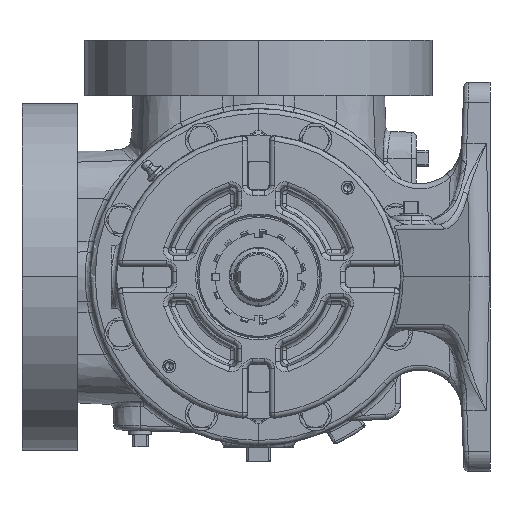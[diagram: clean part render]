
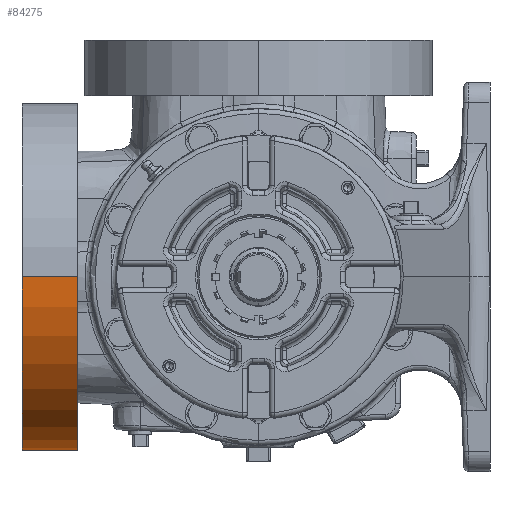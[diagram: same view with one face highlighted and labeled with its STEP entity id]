
A CAD part, left-side view. The second image highlights one B-rep face of the part: STEP entity #84275.
In plain terms, the highlighted cylindrical face has radius 104.775 mm (diameter 209.55 mm), a partial arc.
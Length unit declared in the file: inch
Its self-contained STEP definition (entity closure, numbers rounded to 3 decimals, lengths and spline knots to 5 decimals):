
#14396 = CIRCLE ( 'NONE', #78778, 4.125 ) ;
#17497 = ORIENTED_EDGE ( 'NONE', *, *, #233789, .T. ) ;
#38538 = VERTEX_POINT ( 'NONE', #66117 ) ;
#46964 = EDGE_CURVE ( 'NONE', #47831, #237763, #79220, .T. ) ;
#47831 = VERTEX_POINT ( 'NONE', #96750 ) ;
#54578 = DIRECTION ( 'NONE',  ( 0., -1., 0. ) ) ;
#61755 = ORIENTED_EDGE ( 'NONE', *, *, #201012, .F. ) ;
#62116 = LINE ( 'NONE', #63424, #256363 ) ;
#63424 = CARTESIAN_POINT ( 'NONE',  ( 6.905, 3.92342, 0. ) ) ;
#65395 = DIRECTION ( 'NONE',  ( 0., -1., 0. ) ) ;
#66117 = CARTESIAN_POINT ( 'NONE',  ( 6.905, 4.31, 0. ) ) ;
#72069 = DIRECTION ( 'NONE',  ( -1., 0., 0. ) ) ;
#75732 = ORIENTED_EDGE ( 'NONE', *, *, #249008, .T. ) ;
#77085 = CYLINDRICAL_SURFACE ( 'NONE', #217882, 4.125 ) ;
#78778 = AXIS2_PLACEMENT_3D ( 'NONE', #207727, #65395, #147390 ) ;
#79220 = LINE ( 'NONE', #118197, #154950 ) ;
#84275 = ADVANCED_FACE ( 'NONE', ( #261072 ), #77085, .T. ) ;
#87322 = DIRECTION ( 'NONE',  ( 0., -1., 0. ) ) ;
#96750 = CARTESIAN_POINT ( 'NONE',  ( -1.345, 5.62, 0. ) ) ;
#117845 = EDGE_LOOP ( 'NONE', ( #75732, #17497, #61755, #197073 ) ) ;
#118197 = CARTESIAN_POINT ( 'NONE',  ( -1.345, 3.92342, 0. ) ) ;
#120449 = AXIS2_PLACEMENT_3D ( 'NONE', #194244, #54578, #72069 ) ;
#136231 = CARTESIAN_POINT ( 'NONE',  ( 6.905, 5.62, 0. ) ) ;
#145457 = DIRECTION ( 'NONE',  ( 0., -1., 0. ) ) ;
#146187 = CIRCLE ( 'NONE', #120449, 4.125 ) ;
#147390 = DIRECTION ( 'NONE',  ( -1., 0., 0. ) ) ;
#154950 = VECTOR ( 'NONE', #239051, 39.37008 ) ;
#188054 = DIRECTION ( 'NONE',  ( -1., 0., 0. ) ) ;
#194244 = CARTESIAN_POINT ( 'NONE',  ( 2.78, 4.31, 0. ) ) ;
#197073 = ORIENTED_EDGE ( 'NONE', *, *, #46964, .F. ) ;
#199265 = CARTESIAN_POINT ( 'NONE',  ( -1.345, 4.31, 0. ) ) ;
#201012 = EDGE_CURVE ( 'NONE', #237763, #38538, #146187, .T. ) ;
#207640 = VERTEX_POINT ( 'NONE', #136231 ) ;
#207727 = CARTESIAN_POINT ( 'NONE',  ( 2.78, 5.62, 0. ) ) ;
#217882 = AXIS2_PLACEMENT_3D ( 'NONE', #230975, #87322, #188054 ) ;
#230975 = CARTESIAN_POINT ( 'NONE',  ( 2.78, 3.92342, 0. ) ) ;
#233789 = EDGE_CURVE ( 'NONE', #207640, #38538, #62116, .T. ) ;
#237763 = VERTEX_POINT ( 'NONE', #199265 ) ;
#239051 = DIRECTION ( 'NONE',  ( 0., -1., 0. ) ) ;
#249008 = EDGE_CURVE ( 'NONE', #47831, #207640, #14396, .T. ) ;
#256363 = VECTOR ( 'NONE', #145457, 39.37008 ) ;
#261072 = FACE_OUTER_BOUND ( 'NONE', #117845, .T. ) ;
